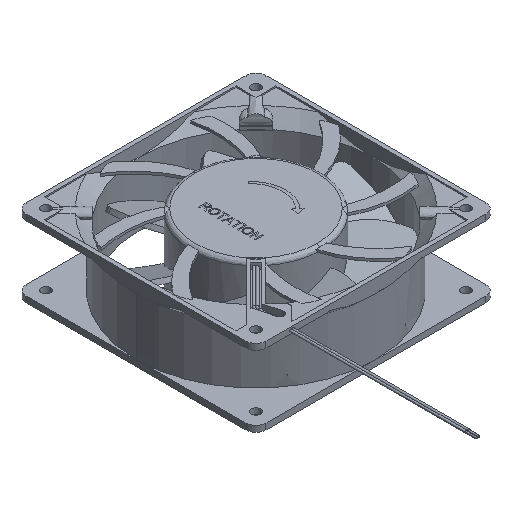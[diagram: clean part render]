
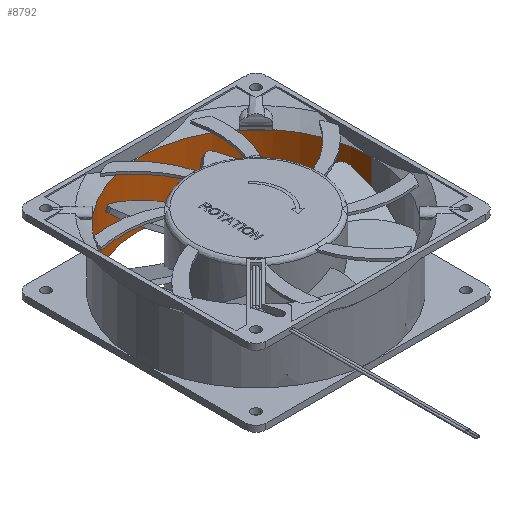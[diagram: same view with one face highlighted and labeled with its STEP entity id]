
A CAD part, isometric view. The second image highlights one B-rep face of the part: STEP entity #8792.
In plain terms, the highlighted cylindrical face has radius 58 mm (diameter 116 mm), a partial arc.
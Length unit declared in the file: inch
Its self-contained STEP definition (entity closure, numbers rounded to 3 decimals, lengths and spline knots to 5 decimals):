
#233 = AXIS2_PLACEMENT_3D ( 'NONE', #5198, #18194, #6974 ) ;
#351 = EDGE_CURVE ( 'NONE', #794, #659, #10817, .T. ) ;
#629 = DIRECTION ( 'NONE',  ( 0., 0., 1. ) ) ;
#659 = VERTEX_POINT ( 'NONE', #10214 ) ;
#719 = LINE ( 'NONE', #16350, #17894 ) ;
#794 = VERTEX_POINT ( 'NONE', #6377 ) ;
#1050 = EDGE_CURVE ( 'NONE', #659, #3098, #13418, .T. ) ;
#1190 = AXIS2_PLACEMENT_3D ( 'NONE', #6935, #13029, #17443 ) ;
#1334 = VECTOR ( 'NONE', #13505, 39.37008 ) ;
#1611 = CARTESIAN_POINT ( 'NONE',  ( 2.3622, 2.3622, 1.25197 ) ) ;
#1682 = CYLINDRICAL_SURFACE ( 'NONE', #17058, 2.28346 ) ;
#1780 = FACE_OUTER_BOUND ( 'NONE', #15661, .T. ) ;
#2264 = VECTOR ( 'NONE', #5606, 39.37008 ) ;
#2279 = EDGE_CURVE ( 'NONE', #3728, #7238, #12513, .T. ) ;
#2731 = VERTEX_POINT ( 'NONE', #9984 ) ;
#2780 = ORIENTED_EDGE ( 'NONE', *, *, #1050, .F. ) ;
#3098 = VERTEX_POINT ( 'NONE', #12591 ) ;
#3264 = VERTEX_POINT ( 'NONE', #12939 ) ;
#3703 = DIRECTION ( 'NONE',  ( 1., 0., 0. ) ) ;
#3728 = VERTEX_POINT ( 'NONE', #17789 ) ;
#4213 = CARTESIAN_POINT ( 'NONE',  ( 0.07874, 2.3622, 0. ) ) ;
#4479 = ORIENTED_EDGE ( 'NONE', *, *, #7336, .F. ) ;
#4525 = DIRECTION ( 'NONE',  ( 1., 0., 0. ) ) ;
#5039 = CARTESIAN_POINT ( 'NONE',  ( 4.13523, 3.80116, 1.24016 ) ) ;
#5198 = CARTESIAN_POINT ( 'NONE',  ( 2.3622, 2.3622, 1.25197 ) ) ;
#5213 = DIRECTION ( 'NONE',  ( 0., 0., -1. ) ) ;
#5244 = CARTESIAN_POINT ( 'NONE',  ( 2.3622, 4.64567, 1.25197 ) ) ;
#5606 = DIRECTION ( 'NONE',  ( 0., 0., 1. ) ) ;
#5937 = AXIS2_PLACEMENT_3D ( 'NONE', #16542, #5213, #3703 ) ;
#5945 = EDGE_CURVE ( 'NONE', #3728, #14429, #7701, .T. ) ;
#6377 = CARTESIAN_POINT ( 'NONE',  ( 3.80116, 4.13523, 1.25197 ) ) ;
#6612 = DIRECTION ( 'NONE',  ( 1., 0., 0. ) ) ;
#6935 = CARTESIAN_POINT ( 'NONE',  ( 2.3622, 2.3622, 1.25197 ) ) ;
#6974 = DIRECTION ( 'NONE',  ( 1., 0., 0. ) ) ;
#7005 = ORIENTED_EDGE ( 'NONE', *, *, #15940, .F. ) ;
#7238 = VERTEX_POINT ( 'NONE', #9132 ) ;
#7336 = EDGE_CURVE ( 'NONE', #2731, #7238, #13440, .T. ) ;
#7701 = CIRCLE ( 'NONE', #18075, 2.28346 ) ;
#8792 = ADVANCED_FACE ( 'NONE', ( #1780 ), #1682, .F. ) ;
#9007 = DIRECTION ( 'NONE',  ( 1., 0., 0. ) ) ;
#9132 = CARTESIAN_POINT ( 'NONE',  ( 4.64567, 2.3622, 1.25197 ) ) ;
#9419 = CARTESIAN_POINT ( 'NONE',  ( 2.3622, 2.3622, 0. ) ) ;
#9422 = CARTESIAN_POINT ( 'NONE',  ( 3.80116, 4.13523, 1.33859 ) ) ;
#9984 = CARTESIAN_POINT ( 'NONE',  ( 4.13523, 3.80116, 1.25197 ) ) ;
#10020 = VERTEX_POINT ( 'NONE', #5244 ) ;
#10118 = CARTESIAN_POINT ( 'NONE',  ( 2.3622, 2.3622, 0. ) ) ;
#10131 = DIRECTION ( 'NONE',  ( 0., 0., -1. ) ) ;
#10214 = CARTESIAN_POINT ( 'NONE',  ( 3.80116, 4.13523, 1.24016 ) ) ;
#10387 = CIRCLE ( 'NONE', #233, 2.28346 ) ;
#10394 = DIRECTION ( 'NONE',  ( 0., 0., 1. ) ) ;
#10421 = ORIENTED_EDGE ( 'NONE', *, *, #5945, .F. ) ;
#10817 = LINE ( 'NONE', #9422, #1334 ) ;
#10834 = LINE ( 'NONE', #5039, #17890 ) ;
#10857 = ORIENTED_EDGE ( 'NONE', *, *, #2279, .T. ) ;
#11302 = ORIENTED_EDGE ( 'NONE', *, *, #13297, .F. ) ;
#12034 = DIRECTION ( 'NONE',  ( 0., 0., 1. ) ) ;
#12513 = LINE ( 'NONE', #18319, #2264 ) ;
#12525 = CIRCLE ( 'NONE', #1190, 2.28346 ) ;
#12591 = CARTESIAN_POINT ( 'NONE',  ( 4.13523, 3.80116, 1.24016 ) ) ;
#12939 = CARTESIAN_POINT ( 'NONE',  ( 0.07874, 2.3622, 1.25197 ) ) ;
#13029 = DIRECTION ( 'NONE',  ( 0., 0., -1. ) ) ;
#13297 = EDGE_CURVE ( 'NONE', #10020, #794, #10387, .T. ) ;
#13418 = CIRCLE ( 'NONE', #5937, 2.28346 ) ;
#13431 = DIRECTION ( 'NONE',  ( 0., 0., 1. ) ) ;
#13440 = CIRCLE ( 'NONE', #16676, 2.28346 ) ;
#13505 = DIRECTION ( 'NONE',  ( 0., 0., -1. ) ) ;
#13911 = EDGE_CURVE ( 'NONE', #3264, #10020, #12525, .T. ) ;
#14429 = VERTEX_POINT ( 'NONE', #4213 ) ;
#15661 = EDGE_LOOP ( 'NONE', ( #15865, #10421, #10857, #4479, #7005, #2780, #16591, #11302, #17932 ) ) ;
#15865 = ORIENTED_EDGE ( 'NONE', *, *, #18081, .F. ) ;
#15940 = EDGE_CURVE ( 'NONE', #3098, #2731, #10834, .T. ) ;
#16350 = CARTESIAN_POINT ( 'NONE',  ( 0.07874, 2.3622, 0. ) ) ;
#16542 = CARTESIAN_POINT ( 'NONE',  ( 2.3622, 2.3622, 1.24016 ) ) ;
#16591 = ORIENTED_EDGE ( 'NONE', *, *, #351, .F. ) ;
#16676 = AXIS2_PLACEMENT_3D ( 'NONE', #1611, #10131, #4525 ) ;
#17058 = AXIS2_PLACEMENT_3D ( 'NONE', #10118, #10394, #9007 ) ;
#17443 = DIRECTION ( 'NONE',  ( 1., 0., 0. ) ) ;
#17789 = CARTESIAN_POINT ( 'NONE',  ( 4.64567, 2.3622, 0. ) ) ;
#17890 = VECTOR ( 'NONE', #13431, 39.37008 ) ;
#17894 = VECTOR ( 'NONE', #629, 39.37008 ) ;
#17932 = ORIENTED_EDGE ( 'NONE', *, *, #13911, .F. ) ;
#18075 = AXIS2_PLACEMENT_3D ( 'NONE', #9419, #12034, #6612 ) ;
#18081 = EDGE_CURVE ( 'NONE', #14429, #3264, #719, .T. ) ;
#18194 = DIRECTION ( 'NONE',  ( 0., 0., -1. ) ) ;
#18319 = CARTESIAN_POINT ( 'NONE',  ( 4.64567, 2.3622, 0. ) ) ;
